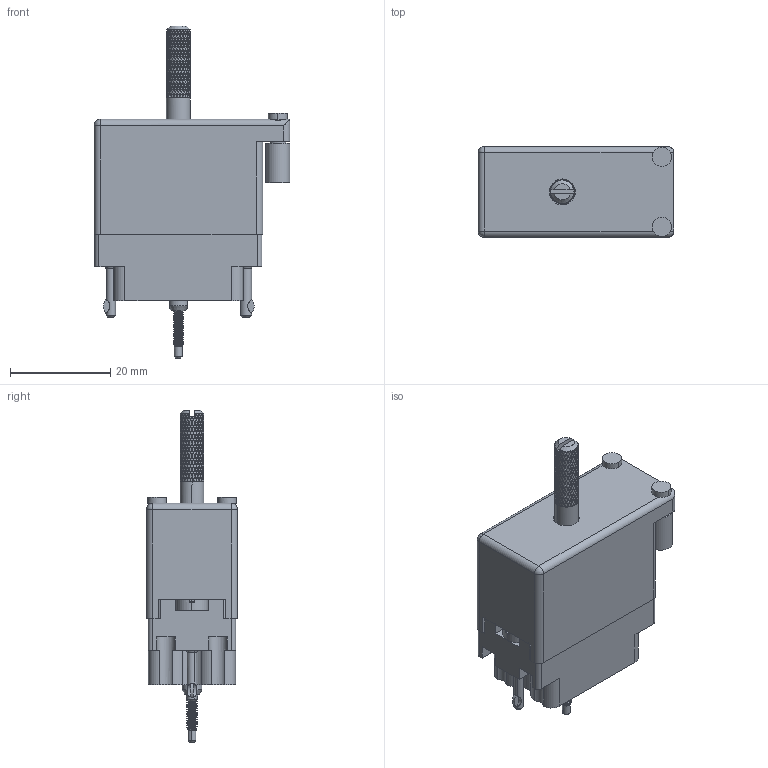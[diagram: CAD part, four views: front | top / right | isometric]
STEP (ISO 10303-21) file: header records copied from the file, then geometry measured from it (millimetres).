
FILE_DESCRIPTION (( 'STEP AP203' ), '1' );
FILE_NAME ('519-014-000-351.STEP', '2020-03-02T19:45:43', ( '' ), ( '' ), 'SwSTEP 2.0', 'SolidWorks 2016', '' );
FILE_SCHEMA (( 'CONFIG_CONTROL_DESIGN' ));
Length unit declared in the file: inch
Products named in the file (12): 516-252-021-102_014; 516-222-020-102_014; 516-251-025-100; 516-252-022-102; 516-253-025-100; 516-230-001_Metal - 020 Side Entry; 516-250-020-111; 519-014-000-351; 516-250-021-102_519; Actuating Screw Assy 020; 516-222-020-102_015; 519 Plug Insulator_014
Assembly tree (12 placements, depth 3):
  519-014-000-351
    519 Plug Insulator_014
    Actuating Screw Assy 020
      516-251-025-100
      516-250-021-102_519
      516-250-020-111
      516-253-025-100
      516-252-022-102
    516-252-021-102_014  x2
    516-222-020-102_014
    516-222-020-102_015
    516-230-001_Metal - 020 Side Entry
Bounding box: 39.12 x 18.16 x 66.29 mm (x, y, z)
Volume: 9925.9 mm3; surface area: 13920.6 mm2
Topology: 11 solids, 11 shells, 3428 faces, 7670 edges, 4279 vertices
Faces by surface type: bspline 2058, cylinder 822, plane 484, cone 58, torus 4, sphere 2
Entity records: 186566 total; most frequent: CARTESIAN_POINT 133795, ORIENTED_EDGE 15156, EDGE_CURVE 7578, DIRECTION 5529, VERTEX_POINT 4219, EDGE_LOOP 3473, FACE_OUTER_BOUND 3397, ADVANCED_FACE 3397
